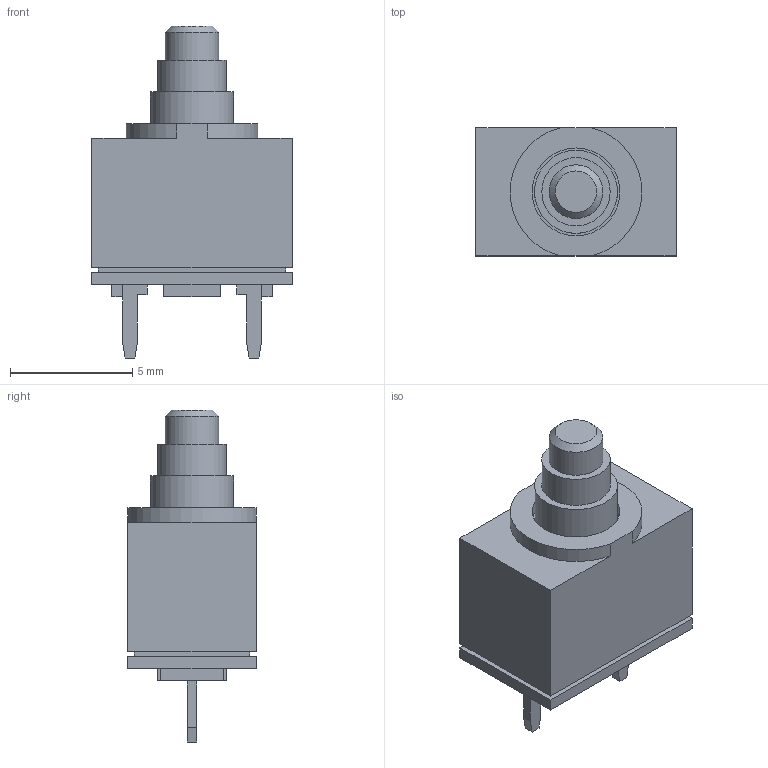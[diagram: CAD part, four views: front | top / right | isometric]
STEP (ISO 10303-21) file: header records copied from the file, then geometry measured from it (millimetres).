
FILE_DESCRIPTION(/* description */ ('','CAx-IF Rec.Pracs.---Representation and Presentation of Product Manufacturing Information (PMI)---4.0---2014-10-13'),/* implementation_level */ '2;1');
FILE_NAME(/* name */ 'TD1150AF100Q.stp',/* time_stamp */ '2019-06-12T15:31:43-05:00',/* author */ ('mroman'),/* organization */ (''),/* preprocessor_version */ 'ST-DEVELOPER v17',/* originating_system */ 'Autodesk Inventor 2018',/* authorisation */ '');
FILE_SCHEMA (('AP242_MANAGED_MODEL_BASED_3D_ENGINEERING_MIM_LF { 1 0 10303 442 1 1 4 }'));
Length unit declared in the file: millimetre
Products named in the file (1): TD1150AF100Q
Bounding box: 8.2 x 5.25 x 13.6 mm (x, y, z)
Volume: 199.9 mm3; surface area: 603.7 mm2
Topology: 1 solids, 2 shells, 103 faces, 256 edges, 169 vertices
Faces by surface type: plane 92, cylinder 10, cone 1
Full cylindrical faces by diameter (mm): 2.2 x2, 2.6 x1, 2.8 x1, 3.4 x1, 3.6 x1
Entity records: 3181 total; most frequent: CARTESIAN_POINT 554, DIRECTION 531, ORIENTED_EDGE 512, EDGE_CURVE 256, LINE 223, VECTOR 223, VERTEX_POINT 169, AXIS2_PLACEMENT_3D 158
